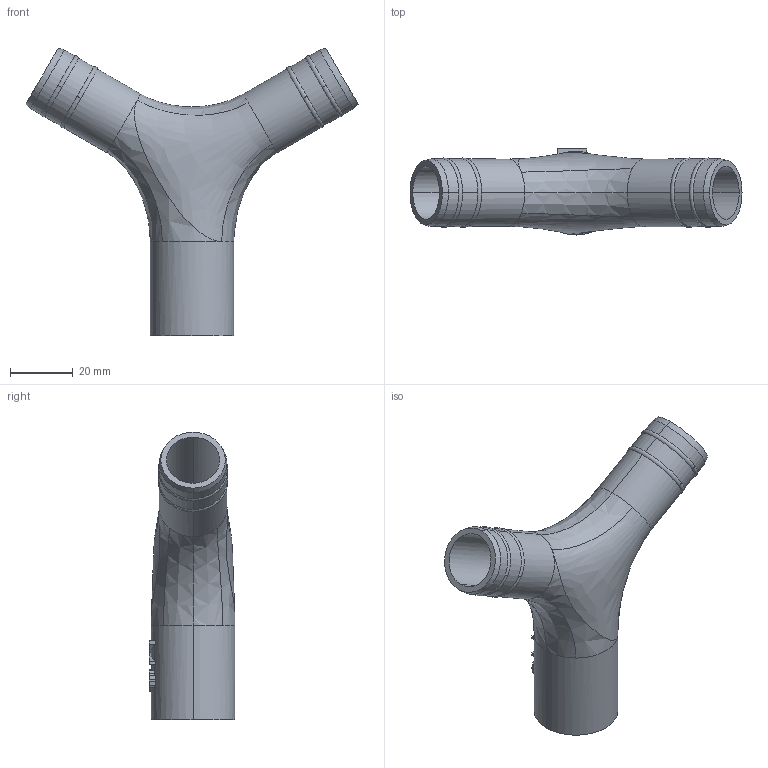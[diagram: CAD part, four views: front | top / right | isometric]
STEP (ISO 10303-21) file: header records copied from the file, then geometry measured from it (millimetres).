
FILE_DESCRIPTION((''),'2;1');
FILE_NAME('2WAY_SPLITTER_WIZARDRY_V2','2020-03-27T18:43:12',('W05-PC'),(''),'CREO PARAMETRIC BY PTC INC, 2016510','CREO PARAMETRIC BY PTC INC, 2016510','');
FILE_SCHEMA(('CONFIG_CONTROL_DESIGN'));
Length unit declared in the file: millimetre
Products named in the file (1): 2WAY_SPLITTER_WIZARDRY_V2
Bounding box: 105.51 x 27.3 x 91.38 mm (x, y, z)
Volume: 23789.2 mm3; surface area: 21161.1 mm2
Topology: 1 solids, 1 shells, 139 faces, 394 edges, 258 vertices
Faces by surface type: plane 69, cylinder 28, bspline 20, torus 16, cone 6
Entity records: 6780 total; most frequent: CARTESIAN_POINT 3244, ORIENTED_EDGE 788, DIRECTION 669, EDGE_CURVE 394, VERTEX_POINT 258, AXIS2_PLACEMENT_3D 248, VECTOR 173, LINE 173
